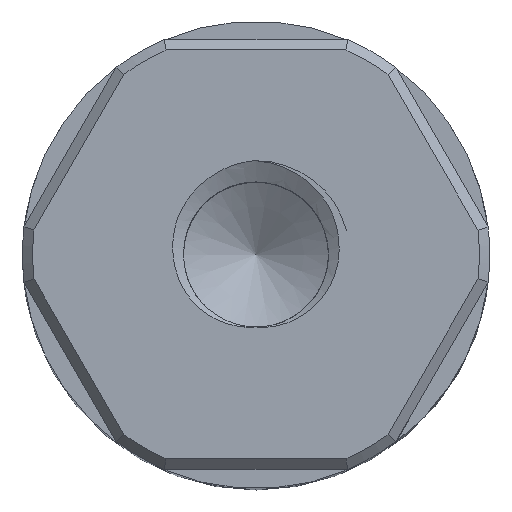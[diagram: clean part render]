
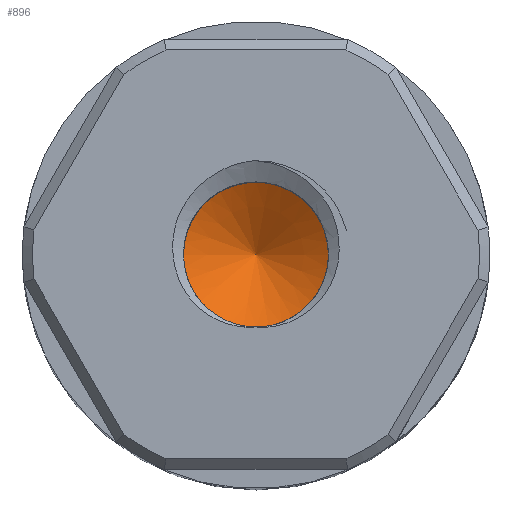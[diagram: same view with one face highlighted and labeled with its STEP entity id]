
A CAD part, top view. The second image highlights one B-rep face of the part: STEP entity #896.
In plain terms, the highlighted conical face has half-angle 59 degrees and reference radius 1.34 mm.
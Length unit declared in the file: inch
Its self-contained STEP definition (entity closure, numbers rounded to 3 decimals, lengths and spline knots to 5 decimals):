
#32=CONICAL_SURFACE('',#996,0.05275,1.03);
#96=FACE_OUTER_BOUND('',#150,.T.);
#150=EDGE_LOOP('',(#738,#739,#740,#741));
#163=CIRCLE('',#940,0.1055);
#187=CIRCLE('',#997,0.1055);
#281=LINE('',#4758,#334);
#334=VECTOR('',#1192,0.05275);
#360=VERTEX_POINT('',#4171);
#362=VERTEX_POINT('',#4184);
#413=VERTEX_POINT('',#4757);
#450=EDGE_CURVE('',#360,#362,#163,.T.);
#531=EDGE_CURVE('',#362,#360,#187,.T.);
#532=EDGE_CURVE('',#360,#413,#281,.T.);
#738=ORIENTED_EDGE('',*,*,#531,.T.);
#739=ORIENTED_EDGE('',*,*,#532,.T.);
#740=ORIENTED_EDGE('',*,*,#532,.F.);
#741=ORIENTED_EDGE('',*,*,#450,.T.);
#896=ADVANCED_FACE('',(#96),#32,.F.);
#940=AXIS2_PLACEMENT_3D('',#4186,#1040,#1041);
#996=AXIS2_PLACEMENT_3D('',#4755,#1188,#1189);
#997=AXIS2_PLACEMENT_3D('',#4756,#1190,#1191);
#1040=DIRECTION('center_axis',(0.,0.,1.));
#1041=DIRECTION('ref_axis',(1.,0.,0.));
#1188=DIRECTION('center_axis',(0.,0.,1.));
#1189=DIRECTION('ref_axis',(1.,0.,0.));
#1190=DIRECTION('center_axis',(0.,0.,1.));
#1191=DIRECTION('ref_axis',(1.,0.,0.));
#1192=DIRECTION('',(0.857,0.,-0.515));
#4171=CARTESIAN_POINT('',(-0.1055,0.,1.325));
#4184=CARTESIAN_POINT('',(0.,-0.1055,1.325));
#4186=CARTESIAN_POINT('Origin',(0.,0.,1.325));
#4755=CARTESIAN_POINT('Origin',(0.,0.,1.2933));
#4756=CARTESIAN_POINT('Origin',(0.,0.,1.325));
#4757=CARTESIAN_POINT('',(0.,0.,1.26161));
#4758=CARTESIAN_POINT('',(-0.05275,0.,1.2933));
